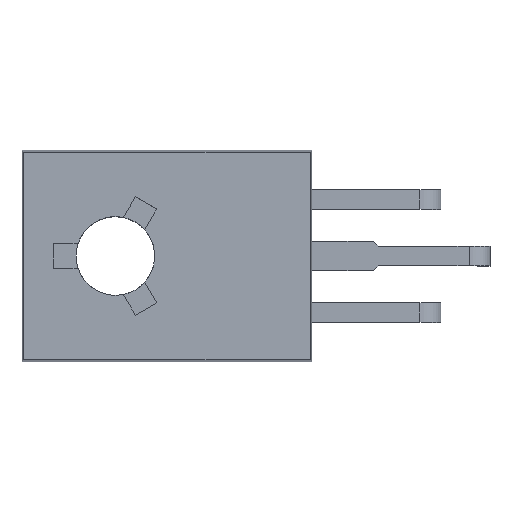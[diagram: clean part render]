
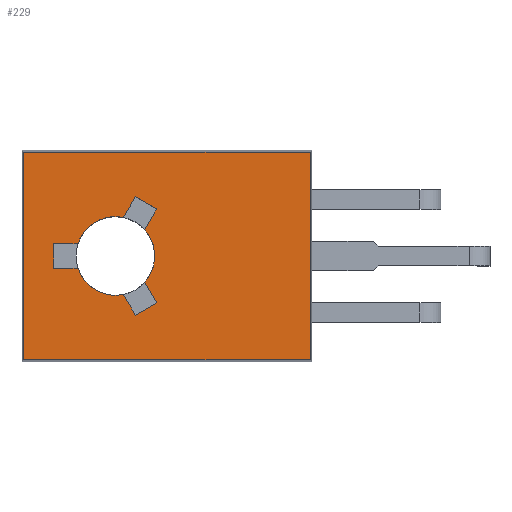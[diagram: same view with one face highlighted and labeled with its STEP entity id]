
A CAD part, top view. The second image highlights one B-rep face of the part: STEP entity #229.
In plain terms, the highlighted planar face has unit normal (0, 0, 1).
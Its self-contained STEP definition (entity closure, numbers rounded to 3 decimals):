
#229=ADVANCED_FACE('',(#740,#742),#744,.T.);
#740=FACE_BOUND('',#741,.T.);
#741=EDGE_LOOP('',(#1174,#1175,#1176,#1177));
#742=FACE_BOUND('',#743,.T.);
#743=EDGE_LOOP('',(#1178,#1179,#1180,#1181,#1182,#1183,#1184,#1185,#1186,#1187,#1188,
#1189,#1190));
#744=PLANE('',#745);
#745=AXIS2_PLACEMENT_3D('',#746,#747,#748);
#746=CARTESIAN_POINT('',(0.,0.,2.75));
#747=DIRECTION('',(0.,0.,1.));
#748=DIRECTION('',(1.,0.,0.));
#1174=ORIENTED_EDGE('',*,*,#1453,.T.);
#1175=ORIENTED_EDGE('',*,*,#1454,.T.);
#1176=ORIENTED_EDGE('',*,*,#1455,.T.);
#1177=ORIENTED_EDGE('',*,*,#1412,.T.);
#1178=ORIENTED_EDGE('',*,*,#1456,.T.);
#1179=ORIENTED_EDGE('',*,*,#1457,.T.);
#1180=ORIENTED_EDGE('',*,*,#1458,.T.);
#1181=ORIENTED_EDGE('',*,*,#1459,.T.);
#1182=ORIENTED_EDGE('',*,*,#1460,.T.);
#1183=ORIENTED_EDGE('',*,*,#1461,.T.);
#1184=ORIENTED_EDGE('',*,*,#1462,.T.);
#1185=ORIENTED_EDGE('',*,*,#1463,.T.);
#1186=ORIENTED_EDGE('',*,*,#1464,.T.);
#1187=ORIENTED_EDGE('',*,*,#1465,.T.);
#1188=ORIENTED_EDGE('',*,*,#1466,.T.);
#1189=ORIENTED_EDGE('',*,*,#1467,.T.);
#1190=ORIENTED_EDGE('',*,*,#1468,.T.);
#1412=EDGE_CURVE('',#1609,#1607,#1610,.T.);
#1453=EDGE_CURVE('',#1607,#1674,#1676,.T.);
#1454=EDGE_CURVE('',#1674,#1677,#1678,.T.);
#1455=EDGE_CURVE('',#1677,#1609,#1679,.T.);
#1456=EDGE_CURVE('',#1680,#1681,#1682,.F.);
#1457=EDGE_CURVE('',#1681,#1683,#1684,.F.);
#1458=EDGE_CURVE('',#1683,#1685,#1686,.F.);
#1459=EDGE_CURVE('',#1685,#1687,#1688,.F.);
#1460=EDGE_CURVE('',#1687,#1689,#1690,.F.);
#1461=EDGE_CURVE('',#1689,#1691,#1692,.F.);
#1462=EDGE_CURVE('',#1691,#1693,#1694,.F.);
#1463=EDGE_CURVE('',#1693,#1695,#1696,.F.);
#1464=EDGE_CURVE('',#1695,#1697,#1698,.F.);
#1465=EDGE_CURVE('',#1697,#1699,#1700,.F.);
#1466=EDGE_CURVE('',#1699,#1701,#1702,.F.);
#1467=EDGE_CURVE('',#1701,#1703,#1704,.F.);
#1468=EDGE_CURVE('',#1703,#1680,#1705,.F.);
#1607=VERTEX_POINT('',#1956);
#1609=VERTEX_POINT('',#1960);
#1610=LINE('',#1961,#1962);
#1674=VERTEX_POINT('',#2109);
#1676=LINE('',#2113,#2114);
#1677=VERTEX_POINT('',#2116);
#1678=LINE('',#2117,#2118);
#1679=LINE('',#2120,#2121);
#1680=VERTEX_POINT('',#2123);
#1681=VERTEX_POINT('',#2124);
#1682=LINE('',#2125,#2126);
#1683=VERTEX_POINT('',#2128);
#1684=CIRCLE('',#2129,1.6);
#1685=VERTEX_POINT('',#2133);
#1686=CIRCLE('',#2134,1.6);
#1687=VERTEX_POINT('',#2138);
#1688=LINE('',#2139,#2140);
#1689=VERTEX_POINT('',#2142);
#1690=LINE('',#2143,#2144);
#1691=VERTEX_POINT('',#2146);
#1692=LINE('',#2147,#2148);
#1693=VERTEX_POINT('',#2150);
#1694=CIRCLE('',#2151,1.6);
#1695=VERTEX_POINT('',#2155);
#1696=LINE('',#2156,#2157);
#1697=VERTEX_POINT('',#2159);
#1698=LINE('',#2160,#2161);
#1699=VERTEX_POINT('',#2163);
#1700=LINE('',#2164,#2165);
#1701=VERTEX_POINT('',#2167);
#1702=CIRCLE('',#2168,1.6);
#1703=VERTEX_POINT('',#2172);
#1704=LINE('',#2173,#2174);
#1705=LINE('',#2176,#2177);
#1956=CARTESIAN_POINT('',(7.929,4.229,2.75));
#1960=CARTESIAN_POINT('',(7.929,-4.229,2.75));
#1961=CARTESIAN_POINT('',(7.929,-4.229,2.75));
#1962=VECTOR('',#1963,1.);
#1963=DIRECTION('',(0.,1.,0.));
#2109=CARTESIAN_POINT('',(-3.729,4.229,2.75));
#2113=CARTESIAN_POINT('',(7.929,4.229,2.75));
#2114=VECTOR('',#2115,1.);
#2115=DIRECTION('',(-1.,0.,0.));
#2116=CARTESIAN_POINT('',(-3.729,-4.229,2.75));
#2117=CARTESIAN_POINT('',(-3.729,4.229,2.75));
#2118=VECTOR('',#2119,1.);
#2119=DIRECTION('',(0.,-1.,0.));
#2120=CARTESIAN_POINT('',(-3.729,-4.229,2.75));
#2121=VECTOR('',#2122,1.);
#2122=DIRECTION('',(1.,0.,0.));
#2123=CARTESIAN_POINT('',(1.683,1.915,2.75));
#2124=CARTESIAN_POINT('',(1.193,1.066,2.75));
#2125=CARTESIAN_POINT('',(1.193,1.066,2.75));
#2126=VECTOR('',#2127,1.);
#2127=DIRECTION('',(0.5,0.866,0.));
#2128=CARTESIAN_POINT('',(1.6,0.,2.75));
#2129=AXIS2_PLACEMENT_3D('',#2130,#2131,#2132);
#2130=CARTESIAN_POINT('',(0.,0.,2.75));
#2131=DIRECTION('',(0.,0.,1.));
#2132=DIRECTION('',(1.,0.,0.));
#2133=CARTESIAN_POINT('',(1.193,-1.066,2.75));
#2134=AXIS2_PLACEMENT_3D('',#2135,#2136,#2137);
#2135=CARTESIAN_POINT('',(0.,0.,2.75));
#2136=DIRECTION('',(0.,0.,1.));
#2137=DIRECTION('',(0.746,-0.666,0.));
#2138=CARTESIAN_POINT('',(1.683,-1.915,2.75));
#2139=CARTESIAN_POINT('',(1.683,-1.915,2.75));
#2140=VECTOR('',#2141,1.);
#2141=DIRECTION('',(-0.5,0.866,0.));
#2142=CARTESIAN_POINT('',(0.817,-2.415,2.75));
#2143=CARTESIAN_POINT('',(0.817,-2.415,2.75));
#2144=VECTOR('',#2145,1.);
#2145=DIRECTION('',(0.866,0.5,0.));
#2146=CARTESIAN_POINT('',(0.327,-1.566,2.75));
#2147=CARTESIAN_POINT('',(0.327,-1.566,2.75));
#2148=VECTOR('',#2149,1.);
#2149=DIRECTION('',(0.5,-0.866,0.));
#2150=CARTESIAN_POINT('',(-1.52,-0.5,2.75));
#2151=AXIS2_PLACEMENT_3D('',#2152,#2153,#2154);
#2152=CARTESIAN_POINT('',(0.,0.,2.75));
#2153=DIRECTION('',(0.,0.,1.));
#2154=DIRECTION('',(-0.95,-0.313,0.));
#2155=CARTESIAN_POINT('',(-2.5,-0.5,2.75));
#2156=CARTESIAN_POINT('',(-2.5,-0.5,2.75));
#2157=VECTOR('',#2158,1.);
#2158=DIRECTION('',(1.,0.,0.));
#2159=CARTESIAN_POINT('',(-2.5,0.5,2.75));
#2160=CARTESIAN_POINT('',(-2.5,0.5,2.75));
#2161=VECTOR('',#2162,1.);
#2162=DIRECTION('',(0.,-1.,0.));
#2163=CARTESIAN_POINT('',(-1.52,0.5,2.75));
#2164=CARTESIAN_POINT('',(-1.52,0.5,2.75));
#2165=VECTOR('',#2166,1.);
#2166=DIRECTION('',(-1.,0.,0.));
#2167=CARTESIAN_POINT('',(0.327,1.566,2.75));
#2168=AXIS2_PLACEMENT_3D('',#2169,#2170,#2171);
#2169=CARTESIAN_POINT('',(0.,0.,2.75));
#2170=DIRECTION('',(0.,0.,1.));
#2171=DIRECTION('',(0.204,0.979,0.));
#2172=CARTESIAN_POINT('',(0.817,2.415,2.75));
#2173=CARTESIAN_POINT('',(0.817,2.415,2.75));
#2174=VECTOR('',#2175,1.);
#2175=DIRECTION('',(-0.5,-0.866,0.));
#2176=CARTESIAN_POINT('',(1.683,1.915,2.75));
#2177=VECTOR('',#2178,1.);
#2178=DIRECTION('',(-0.866,0.5,0.));
